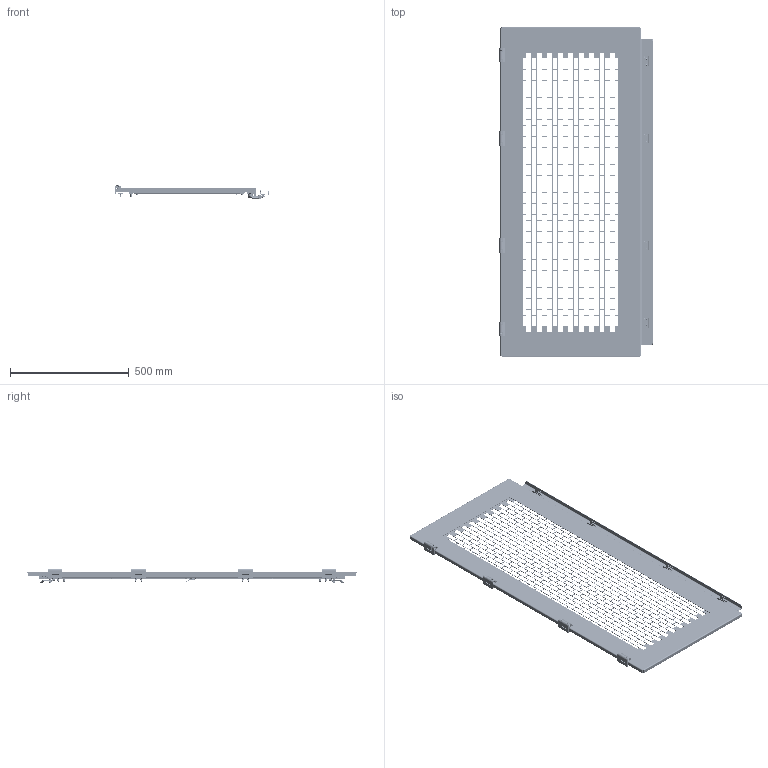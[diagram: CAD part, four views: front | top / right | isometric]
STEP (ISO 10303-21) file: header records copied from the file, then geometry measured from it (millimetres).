
FILE_DESCRIPTION (( 'STEP AP214' ), '1' );
FILE_NAME ('626.614.STEP', '2024-09-19T06:46:11', ( '' ), ( '' ), 'SwSTEP 2.0', 'SolidWorks 2021', '' );
FILE_SCHEMA (( 'AUTOMOTIVE_DESIGN' ));
Length unit declared in the file: millimetre
Products named in the file (28): CL213-3.; 项蜞轫铋 忤眚 DIN 7991 󊬱6; Øïèëüêà ïðèâàðíàÿ Ì8õ16; Äâåðíîå ïîëîòíî äîï. ñò. ÌÊ-20 W600H1400; Ãàéêà DIN934- Ì8-Zn; ﾇ瑟鶴 TS-002; 嵑謺麃 1; 嵑謺麃 CL213-3.2; ﾇ瑟鶴 TS-002 H1400; 626.614; Ãàéêà êîëïà÷êîâàÿ M5 DIN 1587; Äâåðíîé ïðîôèëü ïð. ÌÊ 20 W600; Øïèëüêà ïðèâàðíàÿ Ì6õ35; ﾏ褞 W600H1400; ﾇ璋襃 TS-002-2; Óãîëîê äâåðíîé; Äâåðíîé ïðîôèëü ïð. ÌÊ 20 Í1400; 嵑謺麃 2; Ãàñêåòèíã äîï. äâåðè W600H1400; ﾇ璋襃 TS-002; Ïðîêëàäêà W600H1400; Ãàéêà Ì6 äëÿ øïèëüêè; Âèíò Ì5õ10 ñ ïîëóêð. ãîëîâêîé; 鎗鵻罻; Âèíò Ì5õ10 ìåáåëüíûé; Òÿãà TS-002 H1400; Øïèëüêà ïðèâàðíàÿ Ì6õ25; ﾇ璋襃
Assembly tree (90 placements, depth 4):
  626.614
    Äâåðíîå ïîëîòíî äîï. ñò. ÌÊ-20 W600H1400
    Ãàñêåòèíã äîï. äâåðè W600H1400
    Äâåðíîé ïðîôèëü ïð. ÌÊ 20 W600  x2
    Äâåðíîé ïðîôèëü ïð. ÌÊ 20 Í1400  x2
    ﾇ瑟鶴 TS-002 H1400
      Òÿãà TS-002 H1400  x2
      ﾇ瑟鶴 TS-002
      ﾇ璋襃 TS-002
      ﾇ璋襃 TS-002-2
      Âèíò Ì5õ10 ñ ïîëóêð. ãîëîâêîé  x2
    ﾏ褞 W600H1400
    Ïðîêëàäêà W600H1400
    ﾇ璋襃  x4
    Âèíò Ì5õ10 ìåáåëüíûé  x8
    Ãàéêà êîëïà÷êîâàÿ M5 DIN 1587  x8
    Øïèëüêà ïðèâàðíàÿ Ì6õ25  x16
    Øïèëüêà ïðèâàðíàÿ Ì6õ35  x2
    Øïèëüêà ïðèâàðíàÿ Ì8õ16  x2
    Ãàéêà Ì6 äëÿ øïèëüêè  x16
    Ãàéêà DIN934- Ì8-Zn  x2
    Óãîëîê äâåðíîé  x4
    CL213-3.  x4
      嵑謺麃 CL213-3.2
        鎗鵻罻
        嵑謺麃 1
        嵑謺麃 2
      项蜞轫铋 忤眚 DIN 7991 󊬱6
      Âèíò Ì5õ10 ìåáåëüíûé
Bounding box: 644.4 x 1390 x 60.3 mm (x, y, z)
Volume: 2147228.2 mm3; surface area: 2368985.7 mm2
Topology: 110 solids, 110 shells, 7310 faces, 19810 edges, 12703 vertices
Faces by surface type: plane 4042, cylinder 2357, cone 540, bspline 246, torus 101, sphere 24
Entity records: 135585 total; most frequent: CARTESIAN_POINT 32236, ORIENTED_EDGE 20678, DIRECTION 18930, EDGE_CURVE 10339, VECTOR 8082, LINE 8082, VERTEX_POINT 6729, AXIS2_PLACEMENT_3D 5424
